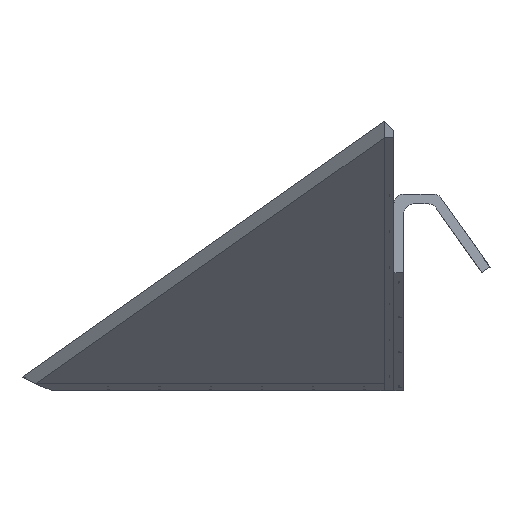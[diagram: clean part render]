
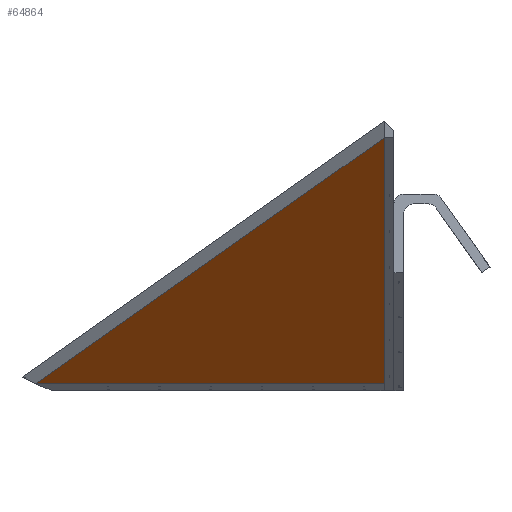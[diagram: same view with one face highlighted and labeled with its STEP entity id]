
A CAD part, left-side view. The second image highlights one B-rep face of the part: STEP entity #64864.
In plain terms, the highlighted planar face has unit normal (-0.707, 0, -0.707).
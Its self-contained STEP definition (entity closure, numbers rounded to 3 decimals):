
#4837 = VERTEX_POINT ( 'NONE', #57169 ) ;
#10466 = VECTOR ( 'NONE', #69189, 39.37 ) ;
#17287 = EDGE_CURVE ( 'NONE', #4837, #43492, #97334, .T. ) ;
#18795 = ORIENTED_EDGE ( 'NONE', *, *, #48294, .T. ) ;
#26271 = VECTOR ( 'NONE', #57634, 39.37 ) ;
#34321 = CARTESIAN_POINT ( 'NONE',  ( -0.252, 0.25, -1.814 ) ) ;
#40574 = VECTOR ( 'NONE', #50255, 39.37 ) ;
#43492 = VERTEX_POINT ( 'NONE', #45384 ) ;
#44782 = EDGE_CURVE ( 'NONE', #48692, #4837, #57684, .T. ) ;
#45341 = CARTESIAN_POINT ( 'NONE',  ( -2.373, 1.982, 0.308 ) ) ;
#45384 = CARTESIAN_POINT ( 'NONE',  ( -0.252, 9.089, -1.814 ) ) ;
#48294 = EDGE_CURVE ( 'NONE', #43492, #48692, #71031, .T. ) ;
#48692 = VERTEX_POINT ( 'NONE', #54756 ) ;
#50255 = DIRECTION ( 'NONE',  ( 0.5, 0.707, -0.5 ) ) ;
#50592 = CARTESIAN_POINT ( 'NONE',  ( -0.127, 9.266, -1.939 ) ) ;
#53101 = DIRECTION ( 'NONE',  ( -0.707, 0., -0.707 ) ) ;
#54756 = CARTESIAN_POINT ( 'NONE',  ( -0.252, 0.25, -1.814 ) ) ;
#57031 = EDGE_LOOP ( 'NONE', ( #86145, #70708, #18795 ) ) ;
#57169 = CARTESIAN_POINT ( 'NONE',  ( -6.502, 0.25, 4.436 ) ) ;
#57634 = DIRECTION ( 'NONE',  ( -0.707, 0., 0.707 ) ) ;
#57684 = LINE ( 'NONE', #34321, #26271 ) ;
#60265 = FACE_OUTER_BOUND ( 'NONE', #57031, .T. ) ;
#61536 = PLANE ( 'NONE',  #75670 ) ;
#64864 = ADVANCED_FACE ( 'NONE', ( #60265 ), #61536, .T. ) ;
#69189 = DIRECTION ( 'NONE',  ( 0., -1., 0. ) ) ;
#70708 = ORIENTED_EDGE ( 'NONE', *, *, #17287, .T. ) ;
#71031 = LINE ( 'NONE', #99906, #10466 ) ;
#75670 = AXIS2_PLACEMENT_3D ( 'NONE', #45341, #53101, #84129 ) ;
#84129 = DIRECTION ( 'NONE',  ( 0., -1., 0. ) ) ;
#86145 = ORIENTED_EDGE ( 'NONE', *, *, #44782, .T. ) ;
#97334 = LINE ( 'NONE', #50592, #40574 ) ;
#99906 = CARTESIAN_POINT ( 'NONE',  ( -0.252, 0.25, -1.814 ) ) ;
